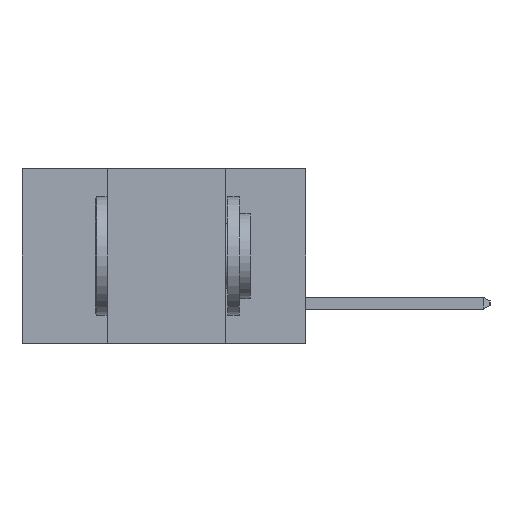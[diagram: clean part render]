
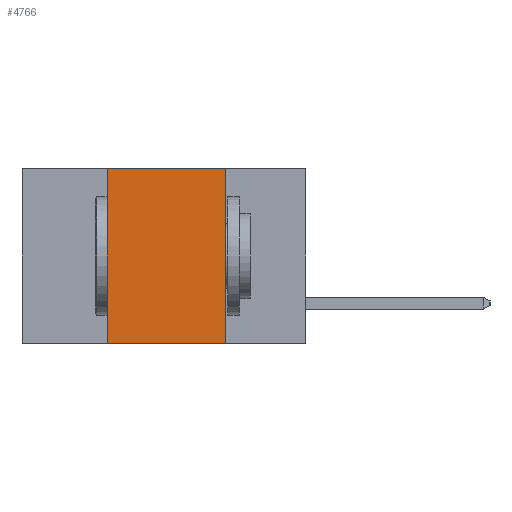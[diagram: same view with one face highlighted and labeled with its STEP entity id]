
A CAD part, left-side view. The second image highlights one B-rep face of the part: STEP entity #4766.
In plain terms, the highlighted planar face has unit normal (-1, 0, 0).
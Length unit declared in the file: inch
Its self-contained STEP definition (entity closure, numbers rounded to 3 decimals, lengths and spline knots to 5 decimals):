
#598 = DIRECTION ( 'NONE',  ( 0., 0., -1. ) ) ;
#2220 = VERTEX_POINT ( 'NONE', #6064 ) ;
#2676 = DIRECTION ( 'NONE',  ( 0., 0., -1. ) ) ;
#2678 = VECTOR ( 'NONE', #16381, 39.37008 ) ;
#2692 = DIRECTION ( 'NONE',  ( 1., 0., 0. ) ) ;
#2773 = PLANE ( 'NONE',  #19666 ) ;
#2798 = CARTESIAN_POINT ( 'NONE',  ( 0., 0.6, 0. ) ) ;
#3267 = CARTESIAN_POINT ( 'NONE',  ( 0., 0.6, -0.37 ) ) ;
#3921 = VERTEX_POINT ( 'NONE', #9357 ) ;
#4766 = ADVANCED_FACE ( 'NONE', ( #9347 ), #2773, .F. ) ;
#5216 = DIRECTION ( 'NONE',  ( 0., 0., 1. ) ) ;
#6064 = CARTESIAN_POINT ( 'NONE',  ( 0., 0.17, 0. ) ) ;
#7372 = VECTOR ( 'NONE', #18098, 39.37008 ) ;
#7518 = LINE ( 'NONE', #13912, #11979 ) ;
#7619 = LINE ( 'NONE', #16821, #12065 ) ;
#8250 = EDGE_CURVE ( 'NONE', #3921, #2220, #11532, .T. ) ;
#8775 = EDGE_LOOP ( 'NONE', ( #13645, #14769, #14938, #15409 ) ) ;
#9347 = FACE_OUTER_BOUND ( 'NONE', #8775, .T. ) ;
#9357 = CARTESIAN_POINT ( 'NONE',  ( 0., 0.42, 0. ) ) ;
#11532 = LINE ( 'NONE', #16166, #2678 ) ;
#11734 = EDGE_CURVE ( 'NONE', #15316, #3921, #7619, .T. ) ;
#11838 = LINE ( 'NONE', #3267, #7372 ) ;
#11979 = VECTOR ( 'NONE', #598, 39.37008 ) ;
#12065 = VECTOR ( 'NONE', #5216, 39.37008 ) ;
#12141 = CARTESIAN_POINT ( 'NONE',  ( 0., 0.17, -0.37 ) ) ;
#12393 = VERTEX_POINT ( 'NONE', #12141 ) ;
#13645 = ORIENTED_EDGE ( 'NONE', *, *, #18951, .F. ) ;
#13912 = CARTESIAN_POINT ( 'NONE',  ( 0., 0.17, -0.37 ) ) ;
#14769 = ORIENTED_EDGE ( 'NONE', *, *, #8250, .F. ) ;
#14938 = ORIENTED_EDGE ( 'NONE', *, *, #11734, .F. ) ;
#15316 = VERTEX_POINT ( 'NONE', #19031 ) ;
#15409 = ORIENTED_EDGE ( 'NONE', *, *, #16854, .T. ) ;
#16166 = CARTESIAN_POINT ( 'NONE',  ( 0., 0.6, 0. ) ) ;
#16381 = DIRECTION ( 'NONE',  ( 0., -1., 0. ) ) ;
#16821 = CARTESIAN_POINT ( 'NONE',  ( 0., 0.42, -0.37 ) ) ;
#16854 = EDGE_CURVE ( 'NONE', #15316, #12393, #11838, .T. ) ;
#18098 = DIRECTION ( 'NONE',  ( 0., -1., 0. ) ) ;
#18951 = EDGE_CURVE ( 'NONE', #2220, #12393, #7518, .T. ) ;
#19031 = CARTESIAN_POINT ( 'NONE',  ( 0., 0.42, -0.37 ) ) ;
#19666 = AXIS2_PLACEMENT_3D ( 'NONE', #2798, #2692, #2676 ) ;
